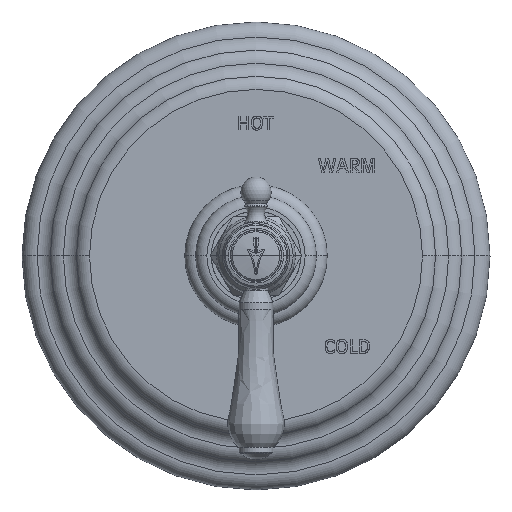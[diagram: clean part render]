
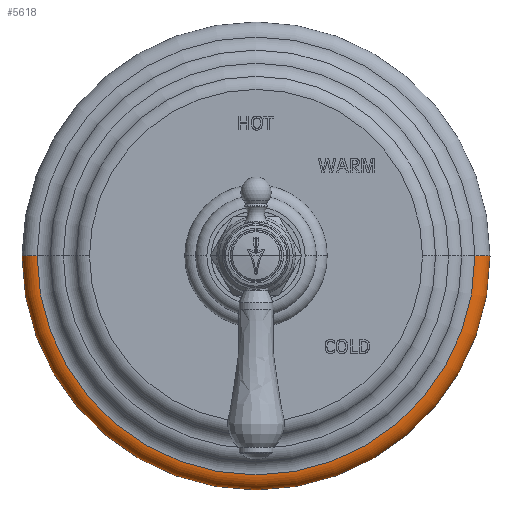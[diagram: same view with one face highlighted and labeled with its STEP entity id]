
A CAD part, top view. The second image highlights one B-rep face of the part: STEP entity #5618.
In plain terms, the highlighted toroidal (fillet/blend) face has major radius 92.075 mm and minor radius 6.35 mm.
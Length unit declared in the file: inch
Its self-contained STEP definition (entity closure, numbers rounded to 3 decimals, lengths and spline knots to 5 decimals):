
#2=CARTESIAN_POINT('',(0.,0.,0.));
#3=DIRECTION('',(0.,0.,-1.));
#4=DIRECTION('',(1.,0.,0.));
#5=AXIS2_PLACEMENT_3D('',#2,#3,#4);
#12=CARTESIAN_POINT('',(3.625,0.,0.));
#13=DIRECTION('',(0.,-1.,0.));
#14=DIRECTION('',(1.,0.,0.));
#15=AXIS2_PLACEMENT_3D('',#12,#13,#14);
#17=CARTESIAN_POINT('',(-3.625,0.,0.));
#18=DIRECTION('',(0.,1.,0.));
#19=DIRECTION('',(-1.,0.,0.));
#20=AXIS2_PLACEMENT_3D('',#17,#18,#19);
#37=CARTESIAN_POINT('',(0.,0.,0.25));
#38=DIRECTION('',(0.,0.,-1.));
#39=DIRECTION('',(1.,0.,0.));
#40=AXIS2_PLACEMENT_3D('',#37,#38,#39);
#4688=CARTESIAN_POINT('',(3.625,0.,0.25));
#4690=VERTEX_POINT('',#4688);
#4698=CARTESIAN_POINT('',(-3.625,0.,0.25));
#4700=VERTEX_POINT('',#4698);
#5272=CARTESIAN_POINT('',(3.875,0.,0.));
#5273=CARTESIAN_POINT('',(-3.875,0.,0.));
#5274=VERTEX_POINT('',#5272);
#5275=VERTEX_POINT('',#5273);
#5603=CARTESIAN_POINT('',(0.,0.,0.));
#5604=DIRECTION('',(0.,0.,-1.));
#5605=DIRECTION('',(-1.,0.,0.));
#5606=AXIS2_PLACEMENT_3D('',#5603,#5604,#5605);
#5607=TOROIDAL_SURFACE('',#5606,3.625,0.25);
#5609=ORIENTED_EDGE('',*,*,#5608,.T.);
#5611=ORIENTED_EDGE('',*,*,#5610,.T.);
#5613=ORIENTED_EDGE('',*,*,#5612,.F.);
#5615=ORIENTED_EDGE('',*,*,#5614,.F.);
#5616=EDGE_LOOP('',(#5609,#5611,#5613,#5615));
#5617=FACE_OUTER_BOUND('',#5616,.F.);
#5618=ADVANCED_FACE('',(#5617),#5607,.T.);
#6=CIRCLE('',#5,3.875);
#16=CIRCLE('',#15,0.25);
#21=CIRCLE('',#20,0.25);
#41=CIRCLE('',#40,3.625);
#5608=EDGE_CURVE('',#5274,#5275,#6,.T.);
#5610=EDGE_CURVE('',#5275,#4700,#21,.T.);
#5612=EDGE_CURVE('',#4690,#4700,#41,.T.);
#5614=EDGE_CURVE('',#5274,#4690,#16,.T.);
